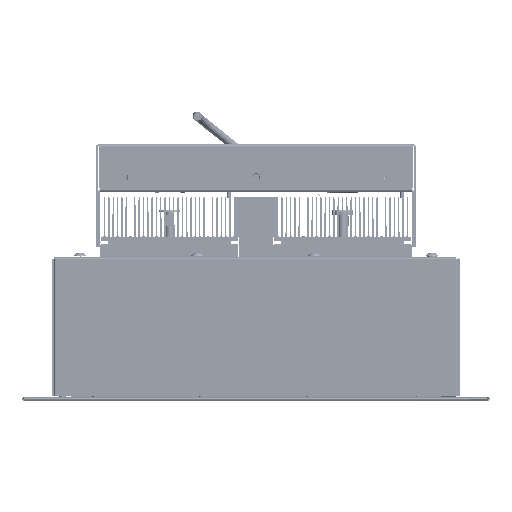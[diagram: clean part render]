
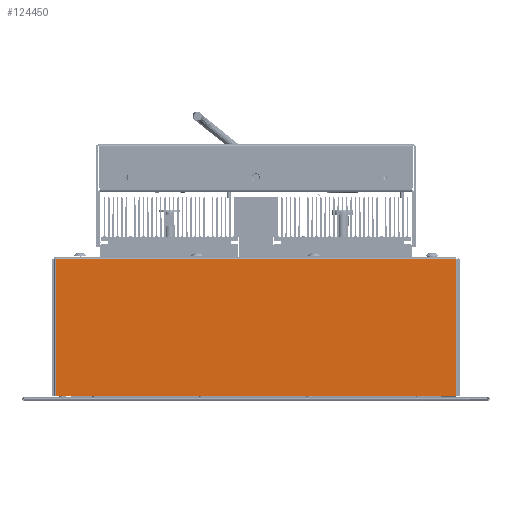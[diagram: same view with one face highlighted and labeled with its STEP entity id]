
A CAD part, left-side view. The second image highlights one B-rep face of the part: STEP entity #124450.
In plain terms, the highlighted planar face has unit normal (-1, 0, 0).
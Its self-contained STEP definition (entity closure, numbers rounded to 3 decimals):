
#17434 = VERTEX_POINT ( 'NONE', #154882 ) ;
#28195 = PLANE ( 'NONE',  #72651 ) ;
#29733 = DIRECTION ( 'NONE',  ( 1., 0., 0. ) ) ;
#32959 = CARTESIAN_POINT ( 'NONE',  ( 15.487, -36.962, 30.714 ) ) ;
#36234 = CARTESIAN_POINT ( 'NONE',  ( 15.487, -37.02, 30.714 ) ) ;
#37627 = ORIENTED_EDGE ( 'NONE', *, *, #193775, .T. ) ;
#45924 = VECTOR ( 'NONE', #166530, 39.37 ) ;
#51494 = LINE ( 'NONE', #36234, #140787 ) ;
#54677 = EDGE_CURVE ( 'NONE', #193937, #78104, #51494, .T. ) ;
#65909 = EDGE_CURVE ( 'NONE', #123322, #17434, #142543, .T. ) ;
#72651 = AXIS2_PLACEMENT_3D ( 'NONE', #171744, #29733, #154575 ) ;
#74557 = ORIENTED_EDGE ( 'NONE', *, *, #54677, .F. ) ;
#74945 = DIRECTION ( 'NONE',  ( 0., -1., 0. ) ) ;
#77130 = DIRECTION ( 'NONE',  ( 0., 0., -1. ) ) ;
#78104 = VERTEX_POINT ( 'NONE', #32959 ) ;
#86449 = LINE ( 'NONE', #219963, #223299 ) ;
#103939 = CARTESIAN_POINT ( 'NONE',  ( 15.487, -23.078, 30.714 ) ) ;
#104029 = EDGE_LOOP ( 'NONE', ( #145935, #160703, #37627, #74557 ) ) ;
#123322 = VERTEX_POINT ( 'NONE', #209009 ) ;
#124450 = ADVANCED_FACE ( 'NONE', ( #172562 ), #28195, .F. ) ;
#136612 = EDGE_CURVE ( 'NONE', #193937, #123322, #86449, .T. ) ;
#140787 = VECTOR ( 'NONE', #142316, 39.37 ) ;
#142316 = DIRECTION ( 'NONE',  ( 0., -1., 0. ) ) ;
#142543 = LINE ( 'NONE', #181123, #195672 ) ;
#145935 = ORIENTED_EDGE ( 'NONE', *, *, #136612, .T. ) ;
#148540 = CARTESIAN_POINT ( 'NONE',  ( 15.487, -36.962, 25.974 ) ) ;
#154575 = DIRECTION ( 'NONE',  ( 0., -1., 0. ) ) ;
#154882 = CARTESIAN_POINT ( 'NONE',  ( 15.487, -36.962, 25.974 ) ) ;
#160703 = ORIENTED_EDGE ( 'NONE', *, *, #65909, .T. ) ;
#166530 = DIRECTION ( 'NONE',  ( 0., 0., 1. ) ) ;
#171744 = CARTESIAN_POINT ( 'NONE',  ( 15.487, -47.417, 34.857 ) ) ;
#172562 = FACE_OUTER_BOUND ( 'NONE', #104029, .T. ) ;
#181123 = CARTESIAN_POINT ( 'NONE',  ( 15.487, -47.417, 25.974 ) ) ;
#193775 = EDGE_CURVE ( 'NONE', #17434, #78104, #219020, .T. ) ;
#193937 = VERTEX_POINT ( 'NONE', #103939 ) ;
#195672 = VECTOR ( 'NONE', #74945, 39.37 ) ;
#209009 = CARTESIAN_POINT ( 'NONE',  ( 15.487, -23.078, 25.974 ) ) ;
#219020 = LINE ( 'NONE', #148540, #45924 ) ;
#219963 = CARTESIAN_POINT ( 'NONE',  ( 15.487, -23.078, 30.714 ) ) ;
#223299 = VECTOR ( 'NONE', #77130, 39.37 ) ;
